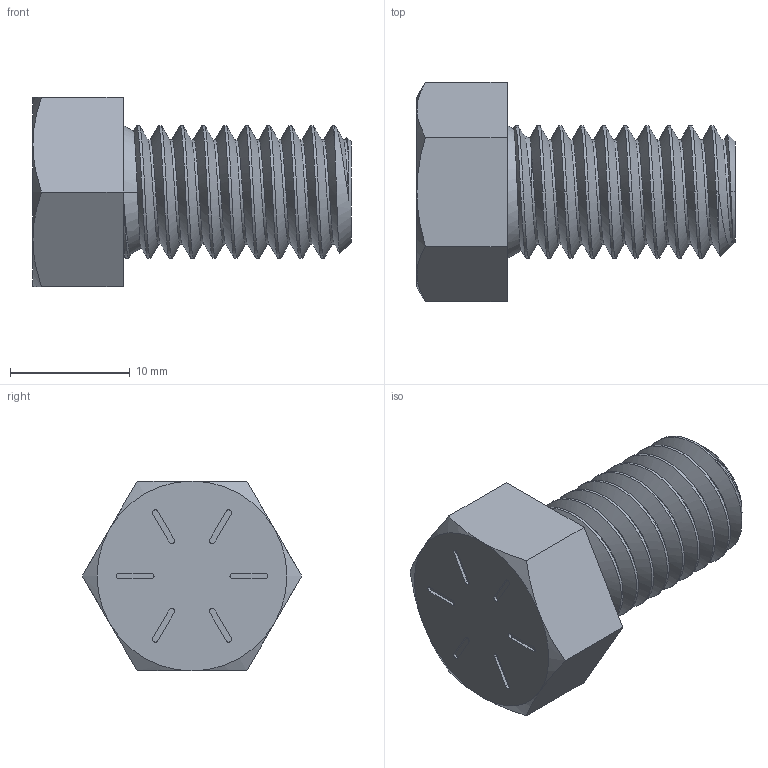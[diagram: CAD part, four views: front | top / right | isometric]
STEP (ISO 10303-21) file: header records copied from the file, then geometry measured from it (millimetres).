
FILE_DESCRIPTION (( 'STEP AP203' ), '1' );
FILE_NAME ('92620A667.STEP', '2019-10-04T04:45:53', ( '' ), ( '' ), 'SwSTEP 2.0', 'SolidWorks 2017', '' );
FILE_SCHEMA (( 'CONFIG_CONTROL_DESIGN' ));
Length unit declared in the file: inch
Products named in the file (1): 92620A667
Bounding box: 26.59 x 18.33 x 15.88 mm (x, y, z)
Volume: 3131.2 mm3; surface area: 1824.8 mm2
Topology: 1 solids, 1 shells, 78 faces, 200 edges, 131 vertices
Faces by surface type: cylinder 37, plane 27, cone 11, bspline 3
Entity records: 4815 total; most frequent: CARTESIAN_POINT 2983, ORIENTED_EDGE 400, DIRECTION 329, EDGE_CURVE 200, VERTEX_POINT 131, AXIS2_PLACEMENT_3D 120, LINE 89, VECTOR 89
